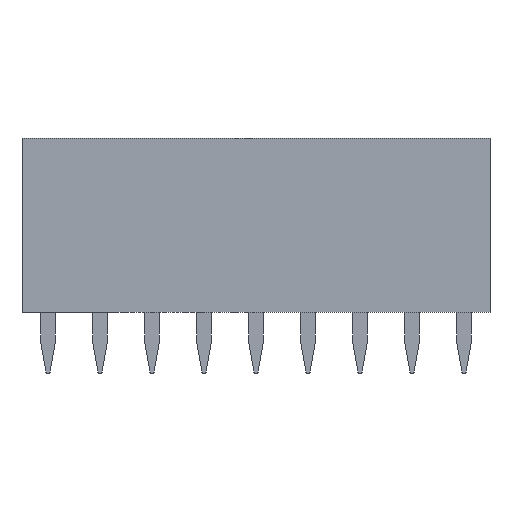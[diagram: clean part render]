
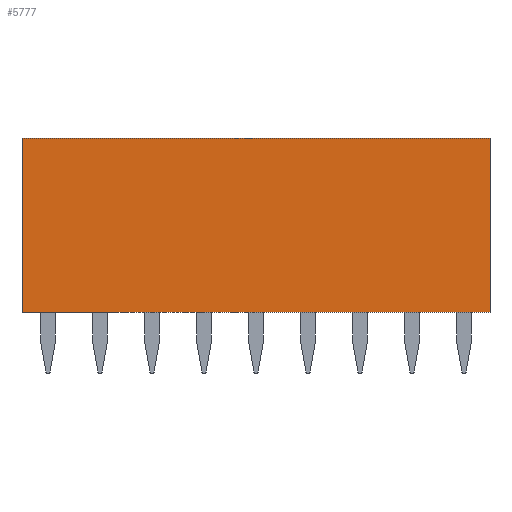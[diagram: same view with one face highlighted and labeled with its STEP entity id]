
A CAD part, left-side view. The second image highlights one B-rep face of the part: STEP entity #5777.
In plain terms, the highlighted planar face has unit normal (-1, 0, 0).
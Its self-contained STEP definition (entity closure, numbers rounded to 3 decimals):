
#4448 = VERTEX_POINT('',#4449);
#4449 = CARTESIAN_POINT('',(-1.27,1.27,8.5));
#4458 = PLANE('',#4459);
#4459 = AXIS2_PLACEMENT_3D('',#4460,#4461,#4462);
#4460 = CARTESIAN_POINT('',(0.,-10.16,8.5));
#4461 = DIRECTION('',(0.,0.,1.));
#4462 = DIRECTION('',(1.,0.,0.));
#4470 = PLANE('',#4471);
#4471 = AXIS2_PLACEMENT_3D('',#4472,#4473,#4474);
#4472 = CARTESIAN_POINT('',(-1.27,1.27,0.));
#4473 = DIRECTION('',(0.,1.,0.));
#4474 = DIRECTION('',(1.,0.,0.));
#4482 = EDGE_CURVE('',#4483,#4448,#4485,.T.);
#4483 = VERTEX_POINT('',#4484);
#4484 = CARTESIAN_POINT('',(-1.27,-21.59,8.5));
#4485 = SURFACE_CURVE('',#4486,(#4490,#4497),.PCURVE_S1.);
#4486 = LINE('',#4487,#4488);
#4487 = CARTESIAN_POINT('',(-1.27,-21.59,8.5));
#4488 = VECTOR('',#4489,1.);
#4489 = DIRECTION('',(0.,1.,0.));
#4490 = PCURVE('',#4458,#4491);
#4491 = DEFINITIONAL_REPRESENTATION('',(#4492),#4496);
#4492 = LINE('',#4493,#4494);
#4493 = CARTESIAN_POINT('',(-1.27,-11.43));
#4494 = VECTOR('',#4495,1.);
#4495 = DIRECTION('',(0.,1.));
#4496 = ( GEOMETRIC_REPRESENTATION_CONTEXT(2) 
PARAMETRIC_REPRESENTATION_CONTEXT() REPRESENTATION_CONTEXT('2D SPACE',''
  ) );
#4497 = PCURVE('',#4498,#4503);
#4498 = PLANE('',#4499);
#4499 = AXIS2_PLACEMENT_3D('',#4500,#4501,#4502);
#4500 = CARTESIAN_POINT('',(-1.27,-21.59,0.));
#4501 = DIRECTION('',(-1.,0.,0.));
#4502 = DIRECTION('',(0.,1.,0.));
#4503 = DEFINITIONAL_REPRESENTATION('',(#4504),#4508);
#4504 = LINE('',#4505,#4506);
#4505 = CARTESIAN_POINT('',(0.,-8.5));
#4506 = VECTOR('',#4507,1.);
#4507 = DIRECTION('',(1.,0.));
#4508 = ( GEOMETRIC_REPRESENTATION_CONTEXT(2) 
PARAMETRIC_REPRESENTATION_CONTEXT() REPRESENTATION_CONTEXT('2D SPACE',''
  ) );
#4526 = PLANE('',#4527);
#4527 = AXIS2_PLACEMENT_3D('',#4528,#4529,#4530);
#4528 = CARTESIAN_POINT('',(1.27,-21.59,0.));
#4529 = DIRECTION('',(0.,-1.,0.));
#4530 = DIRECTION('',(-1.,0.,0.));
#5594 = VERTEX_POINT('',#5595);
#5595 = CARTESIAN_POINT('',(-1.27,1.27,0.));
#5611 = PLANE('',#5612);
#5612 = AXIS2_PLACEMENT_3D('',#5613,#5614,#5615);
#5613 = CARTESIAN_POINT('',(0.,-10.16,0.));
#5614 = DIRECTION('',(0.,0.,1.));
#5615 = DIRECTION('',(1.,0.,0.));
#5623 = EDGE_CURVE('',#5594,#4448,#5624,.T.);
#5624 = SURFACE_CURVE('',#5625,(#5629,#5636),.PCURVE_S1.);
#5625 = LINE('',#5626,#5627);
#5626 = CARTESIAN_POINT('',(-1.27,1.27,0.));
#5627 = VECTOR('',#5628,1.);
#5628 = DIRECTION('',(0.,0.,1.));
#5629 = PCURVE('',#4470,#5630);
#5630 = DEFINITIONAL_REPRESENTATION('',(#5631),#5635);
#5631 = LINE('',#5632,#5633);
#5632 = CARTESIAN_POINT('',(0.,0.));
#5633 = VECTOR('',#5634,1.);
#5634 = DIRECTION('',(0.,-1.));
#5635 = ( GEOMETRIC_REPRESENTATION_CONTEXT(2) 
PARAMETRIC_REPRESENTATION_CONTEXT() REPRESENTATION_CONTEXT('2D SPACE',''
  ) );
#5636 = PCURVE('',#4498,#5637);
#5637 = DEFINITIONAL_REPRESENTATION('',(#5638),#5642);
#5638 = LINE('',#5639,#5640);
#5639 = CARTESIAN_POINT('',(22.86,0.));
#5640 = VECTOR('',#5641,1.);
#5641 = DIRECTION('',(0.,-1.));
#5642 = ( GEOMETRIC_REPRESENTATION_CONTEXT(2) 
PARAMETRIC_REPRESENTATION_CONTEXT() REPRESENTATION_CONTEXT('2D SPACE',''
  ) );
#5777 = ADVANCED_FACE('',(#5778),#4498,.T.);
#5778 = FACE_BOUND('',#5779,.T.);
#5779 = EDGE_LOOP('',(#5780,#5803,#5804,#5805));
#5780 = ORIENTED_EDGE('',*,*,#5781,.T.);
#5781 = EDGE_CURVE('',#5782,#4483,#5784,.T.);
#5782 = VERTEX_POINT('',#5783);
#5783 = CARTESIAN_POINT('',(-1.27,-21.59,0.));
#5784 = SURFACE_CURVE('',#5785,(#5789,#5796),.PCURVE_S1.);
#5785 = LINE('',#5786,#5787);
#5786 = CARTESIAN_POINT('',(-1.27,-21.59,0.));
#5787 = VECTOR('',#5788,1.);
#5788 = DIRECTION('',(0.,0.,1.));
#5789 = PCURVE('',#4498,#5790);
#5790 = DEFINITIONAL_REPRESENTATION('',(#5791),#5795);
#5791 = LINE('',#5792,#5793);
#5792 = CARTESIAN_POINT('',(0.,0.));
#5793 = VECTOR('',#5794,1.);
#5794 = DIRECTION('',(0.,-1.));
#5795 = ( GEOMETRIC_REPRESENTATION_CONTEXT(2) 
PARAMETRIC_REPRESENTATION_CONTEXT() REPRESENTATION_CONTEXT('2D SPACE',''
  ) );
#5796 = PCURVE('',#4526,#5797);
#5797 = DEFINITIONAL_REPRESENTATION('',(#5798),#5802);
#5798 = LINE('',#5799,#5800);
#5799 = CARTESIAN_POINT('',(2.54,0.));
#5800 = VECTOR('',#5801,1.);
#5801 = DIRECTION('',(0.,-1.));
#5802 = ( GEOMETRIC_REPRESENTATION_CONTEXT(2) 
PARAMETRIC_REPRESENTATION_CONTEXT() REPRESENTATION_CONTEXT('2D SPACE',''
  ) );
#5803 = ORIENTED_EDGE('',*,*,#4482,.T.);
#5804 = ORIENTED_EDGE('',*,*,#5623,.F.);
#5805 = ORIENTED_EDGE('',*,*,#5806,.F.);
#5806 = EDGE_CURVE('',#5782,#5594,#5807,.T.);
#5807 = SURFACE_CURVE('',#5808,(#5812,#5819),.PCURVE_S1.);
#5808 = LINE('',#5809,#5810);
#5809 = CARTESIAN_POINT('',(-1.27,-21.59,0.));
#5810 = VECTOR('',#5811,1.);
#5811 = DIRECTION('',(0.,1.,0.));
#5812 = PCURVE('',#4498,#5813);
#5813 = DEFINITIONAL_REPRESENTATION('',(#5814),#5818);
#5814 = LINE('',#5815,#5816);
#5815 = CARTESIAN_POINT('',(0.,0.));
#5816 = VECTOR('',#5817,1.);
#5817 = DIRECTION('',(1.,0.));
#5818 = ( GEOMETRIC_REPRESENTATION_CONTEXT(2) 
PARAMETRIC_REPRESENTATION_CONTEXT() REPRESENTATION_CONTEXT('2D SPACE',''
  ) );
#5819 = PCURVE('',#5611,#5820);
#5820 = DEFINITIONAL_REPRESENTATION('',(#5821),#5825);
#5821 = LINE('',#5822,#5823);
#5822 = CARTESIAN_POINT('',(-1.27,-11.43));
#5823 = VECTOR('',#5824,1.);
#5824 = DIRECTION('',(0.,1.));
#5825 = ( GEOMETRIC_REPRESENTATION_CONTEXT(2) 
PARAMETRIC_REPRESENTATION_CONTEXT() REPRESENTATION_CONTEXT('2D SPACE',''
  ) );
